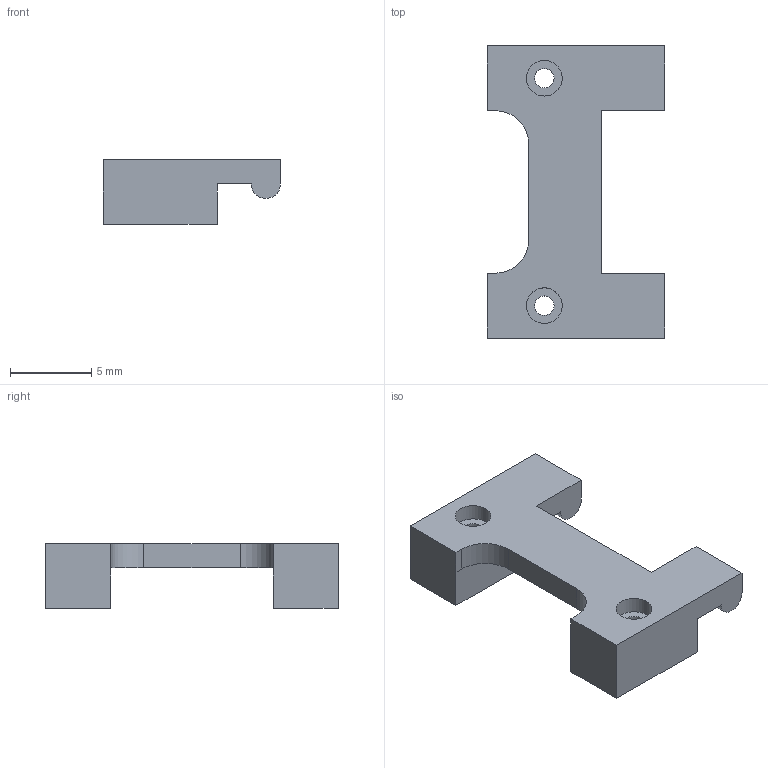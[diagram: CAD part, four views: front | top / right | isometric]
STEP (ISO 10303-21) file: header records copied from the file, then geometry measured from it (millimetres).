
FILE_DESCRIPTION(('FreeCAD Model'),'2;1');
FILE_NAME('Open CASCADE Shape Model','2022-08-23T17:51:47',('Author'),( ''),'Open CASCADE STEP processor 7.4','FreeCAD','Unknown');
FILE_SCHEMA(('AUTOMOTIVE_DESIGN { 1 0 10303 214 1 1 1 1 }'));
Length unit declared in the file: millimetre
Products named in the file (2): carrier_holder; Body
Assembly tree (1 placements, depth 2):
  carrier_holder
    Body
Bounding box: 10.9 x 18 x 4 mm (x, y, z)
Volume: 336.3 mm3; surface area: 526 mm2
Topology: 1 solids, 1 shells, 32 faces, 76 edges, 48 vertices
Faces by surface type: plane 24, cylinder 8
Full cylindrical faces by diameter (mm): 1.2 x2, 2.2 x2
Entity records: 1957 total; most frequent: CARTESIAN_POINT 328, DIRECTION 309, LINE 196, VECTOR 196, ORIENTED_EDGE 152, PCURVE 152, DEFINITIONAL_REPRESENTATION 152, EDGE_CURVE 76
